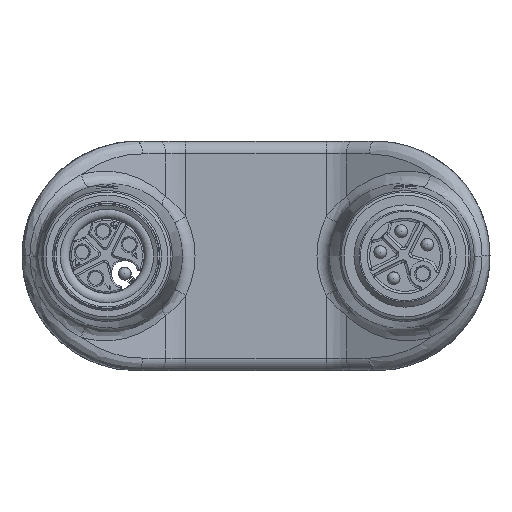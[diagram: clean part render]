
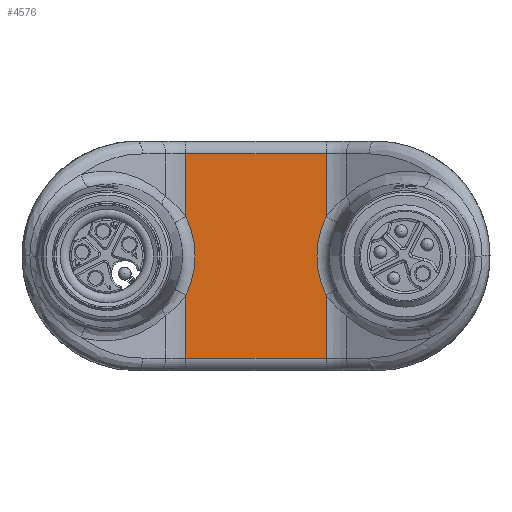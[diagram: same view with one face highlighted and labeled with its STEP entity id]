
A CAD part, left-side view. The second image highlights one B-rep face of the part: STEP entity #4576.
In plain terms, the highlighted planar face has unit normal (-1, 0, 0).
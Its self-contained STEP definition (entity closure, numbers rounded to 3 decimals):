
#469=LINE('',#26856,#1395);
#472=LINE('',#26874,#1398);
#483=LINE('',#28643,#1409);
#485=LINE('',#28831,#1411);
#486=LINE('',#28833,#1412);
#487=LINE('',#28835,#1413);
#1395=VECTOR('',#18354,1.);
#1398=VECTOR('',#18363,1.);
#1409=VECTOR('',#18430,1.);
#1411=VECTOR('',#18458,1.);
#1412=VECTOR('',#18459,1.);
#1413=VECTOR('',#18460,1.);
#2371=PLANE('',#16490);
#3005=FACE_OUTER_BOUND('',#6157,.T.);
#4576=ADVANCED_FACE('',(#3005),#2371,.F.);
#6157=EDGE_LOOP('',(#8191,#8192,#8193,#8194,#8195,#8196,#8197,#8198));
#8191=ORIENTED_EDGE('',*,*,#13728,.T.);
#8192=ORIENTED_EDGE('',*,*,#13729,.T.);
#8193=ORIENTED_EDGE('',*,*,#13730,.T.);
#8194=ORIENTED_EDGE('',*,*,#13731,.T.);
#8195=ORIENTED_EDGE('',*,*,#13732,.F.);
#8196=ORIENTED_EDGE('',*,*,#13662,.F.);
#8197=ORIENTED_EDGE('',*,*,#13720,.F.);
#8198=ORIENTED_EDGE('',*,*,#13656,.F.);
#12010=VERTEX_POINT('',#26854);
#12012=VERTEX_POINT('',#26857);
#12015=VERTEX_POINT('',#26869);
#12017=VERTEX_POINT('',#26873);
#12043=VERTEX_POINT('',#28830);
#12044=VERTEX_POINT('',#28832);
#12045=VERTEX_POINT('',#28834);
#12046=VERTEX_POINT('',#28836);
#13656=EDGE_CURVE('',#12010,#12012,#469,.T.);
#13662=EDGE_CURVE('',#12017,#12015,#472,.T.);
#13720=EDGE_CURVE('',#12012,#12017,#483,.T.);
#13728=EDGE_CURVE('',#12010,#12043,#15600,.T.);
#13729=EDGE_CURVE('',#12043,#12044,#485,.T.);
#13730=EDGE_CURVE('',#12044,#12045,#486,.T.);
#13731=EDGE_CURVE('',#12045,#12046,#487,.T.);
#13732=EDGE_CURVE('',#12015,#12046,#15601,.T.);
#15600=CIRCLE('',#16488,10.346);
#15601=CIRCLE('',#16489,10.346);
#16488=AXIS2_PLACEMENT_3D('',#28829,#18456,#18457);
#16489=AXIS2_PLACEMENT_3D('',#28837,#18461,#18462);
#16490=AXIS2_PLACEMENT_3D('',#28838,#18463,#18464);
#18354=DIRECTION('',(0.,0.,1.));
#18363=DIRECTION('',(0.,0.,-1.));
#18430=DIRECTION('',(0.,-1.,0.));
#18456=DIRECTION('',(1.,0.,0.));
#18457=DIRECTION('',(0.,0.896,0.444));
#18458=DIRECTION('',(0.,0.,-1.));
#18459=DIRECTION('',(0.,-1.,0.));
#18460=DIRECTION('',(0.,0.,1.));
#18461=DIRECTION('',(-1.,0.,0.));
#18462=DIRECTION('',(0.,-0.896,-0.444));
#18463=DIRECTION('',(1.,0.,0.));
#18464=DIRECTION('',(0.,-1.,0.));
#26854=CARTESIAN_POINT('',(-20.4,8.229,4.592));
#26856=CARTESIAN_POINT('',(-20.4,8.229,-11.5));
#26857=CARTESIAN_POINT('',(-20.4,8.229,11.994));
#26869=CARTESIAN_POINT('',(-20.4,-8.229,4.592));
#26873=CARTESIAN_POINT('',(-20.4,-8.229,11.994));
#26874=CARTESIAN_POINT('',(-20.4,-8.229,-11.5));
#28643=CARTESIAN_POINT('',(-20.4,12.75,11.994));
#28829=CARTESIAN_POINT('',(-20.4,17.5,0.));
#28830=CARTESIAN_POINT('',(-20.4,8.229,-4.592));
#28831=CARTESIAN_POINT('',(-20.4,8.229,11.5));
#28832=CARTESIAN_POINT('',(-20.4,8.229,-11.994));
#28833=CARTESIAN_POINT('',(-20.4,12.75,-11.994));
#28834=CARTESIAN_POINT('',(-20.4,-8.229,-11.994));
#28835=CARTESIAN_POINT('',(-20.4,-8.229,11.5));
#28836=CARTESIAN_POINT('',(-20.4,-8.229,-4.592));
#28837=CARTESIAN_POINT('',(-20.4,-17.5,0.));
#28838=CARTESIAN_POINT('',(-20.4,25.5,11.5));
